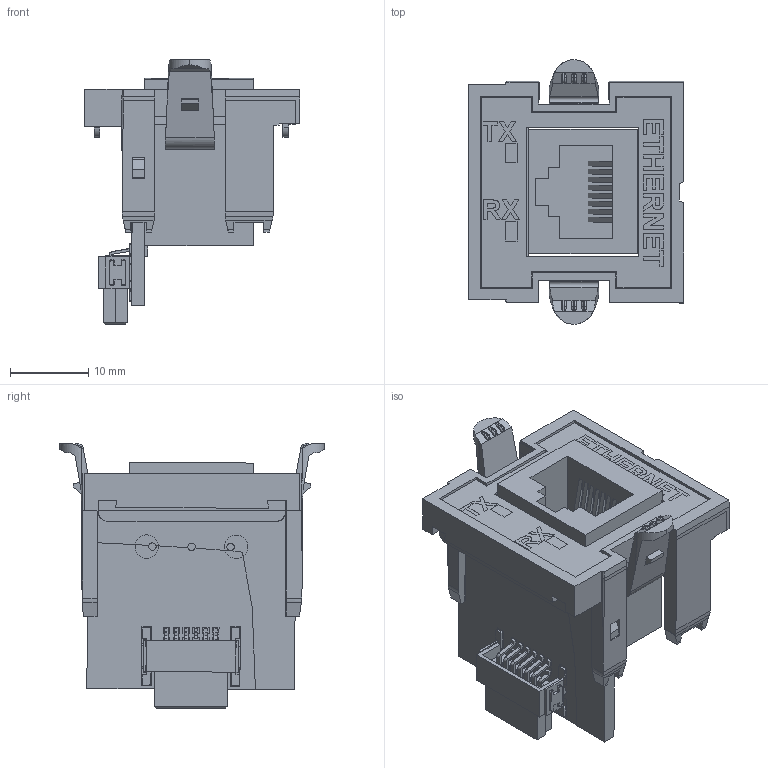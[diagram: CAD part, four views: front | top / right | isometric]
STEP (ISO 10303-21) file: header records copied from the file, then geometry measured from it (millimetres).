
FILE_DESCRIPTION (( 'STEP AP214' ), '1' );
FILE_NAME ('BX-P-ECOMLC.STEP', '2020-08-19T14:15:09', ( '' ), ( '' ), 'SwSTEP 2.0', 'SolidWorks 2017', '' );
FILE_SCHEMA (( 'AUTOMOTIVE_DESIGN' ));
Length unit declared in the file: inch
Products named in the file (1): BX-P-ECOMLC
Bounding box: 27.53 x 33.88 x 33.9 mm (x, y, z)
Volume: 6383.1 mm3; surface area: 9440 mm2
Topology: 48 solids, 48 shells, 1826 faces, 4924 edges, 3238 vertices
Faces by surface type: plane 1529, cylinder 253, bspline 37, cone 7
Entity records: 60855 total; most frequent: CARTESIAN_POINT 12530, ORIENTED_EDGE 9848, DIRECTION 8717, EDGE_CURVE 4924, VECTOR 4239, LINE 4239, VERTEX_POINT 3238, AXIS2_PLACEMENT_3D 2239
